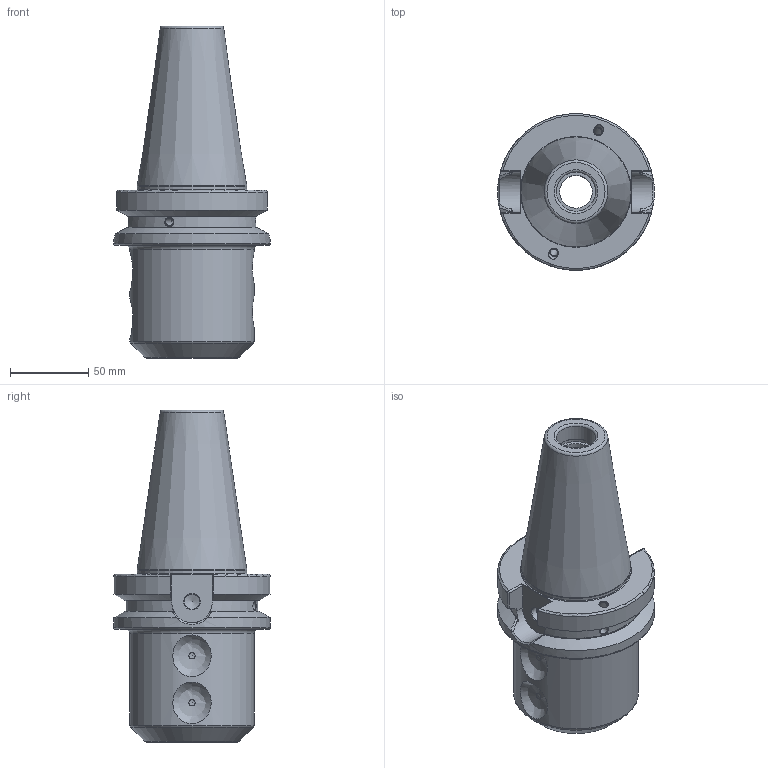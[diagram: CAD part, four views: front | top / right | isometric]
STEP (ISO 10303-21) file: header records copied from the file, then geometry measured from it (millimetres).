
FILE_DESCRIPTION(/* description */ (''),/* implementation_level */ '2;1');
FILE_NAME(/* name */ '97550041-40-110-V1.stp',/* time_stamp */ '2024-07-12T11:10:03+02:00',/* author */ ('jana.schmid'),/* organization */ (''),/* preprocessor_version */ 'ST-DEVELOPER v19.2',/* originating_system */ 'Autodesk Inventor 2023',/* authorisation */ '');
FILE_SCHEMA (('AUTOMOTIVE_DESIGN { 1 0 10303 214 3 1 1 }'));
Length unit declared in the file: millimetre
Products named in the file (1): 97550041-40-110-V1
Bounding box: 100 x 100 x 211.8 mm (x, y, z)
Volume: 678534.3 mm3; surface area: 83346.2 mm2
Topology: 1 solids, 1 shells, 146 faces, 394 edges, 260 vertices
Faces by surface type: plane 62, cylinder 34, cone 19, torus 15, bspline 10, sphere 6
Full cylindrical faces by diameter (mm): 2.8 x2, 5 x4, 6 x4, 9.8 x1, 10.05 x1, 18 x2, 21 x1, 25 x1, 25.35 x1, 40 x1, 41 x1, 69.708 x1, 79.5 x1, 100 x1
Entity records: 5653 total; most frequent: CARTESIAN_POINT 2029, ORIENTED_EDGE 780, DIRECTION 703, EDGE_CURVE 390, AXIS2_PLACEMENT_3D 280, VERTEX_POINT 260, EDGE_LOOP 178, FACE_OUTER_BOUND 146
